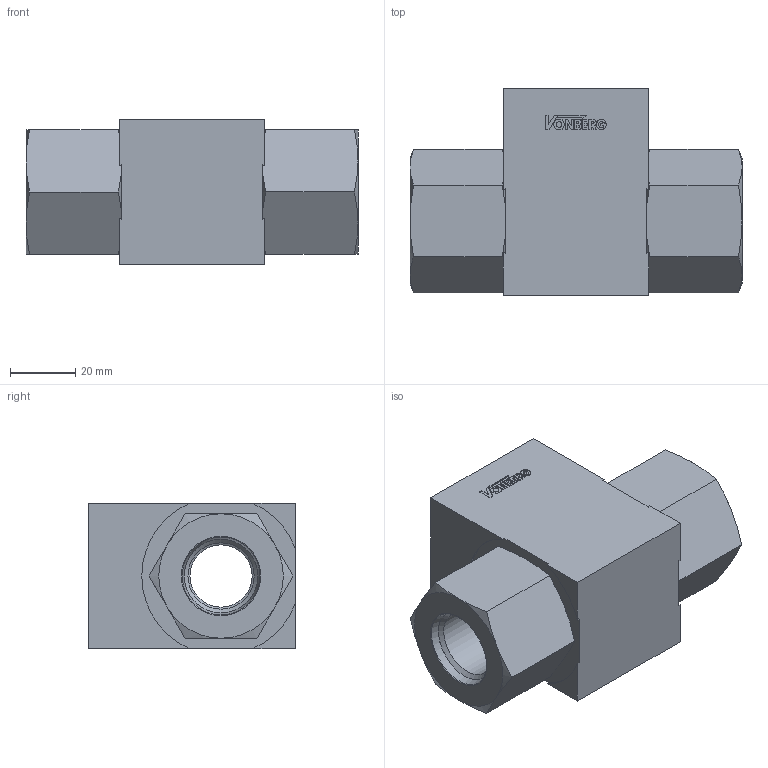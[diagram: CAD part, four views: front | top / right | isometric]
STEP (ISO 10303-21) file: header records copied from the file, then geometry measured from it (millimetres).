
FILE_DESCRIPTION((''),'2;1');
FILE_NAME('60135-10T.stp','2015-01-07T14:44:50',('jml'),(''),'Autodesk Inventor 2010','Autodesk Inventor 2010','');
FILE_SCHEMA(('AUTOMOTIVE_DESIGN { 1 0 10303 214 1 1 1 1 }'));
Length unit declared in the file: inch
Products named in the file (4): 60135-10T; 300128-10T; 220810-10T; 916 O-RING
Assembly tree (5 placements, depth 2):
  60135-10T
    300128-10T
    220810-10T  x2
    916 O-RING  x2
Bounding box: 101.6 x 63.5 x 44.45 mm (x, y, z)
Volume: 155940.9 mm3; surface area: 41761.7 mm2
Topology: 5 solids, 5 shells, 193 faces, 462 edges, 294 vertices
Faces by surface type: plane 111, cone 42, cylinder 33, torus 7
Full cylindrical faces by diameter (mm): 1.74 x1, 19.05 x2, 20.269 x3, 30.404 x2, 31.039 x2, 33.325 x2, 34.138 x1
Entity records: 4784 total; most frequent: CARTESIAN_POINT 872, DIRECTION 765, ORIENTED_EDGE 728, EDGE_CURVE 364, AXIS2_PLACEMENT_3D 258, VERTEX_POINT 249, VECTOR 249, LINE 249
